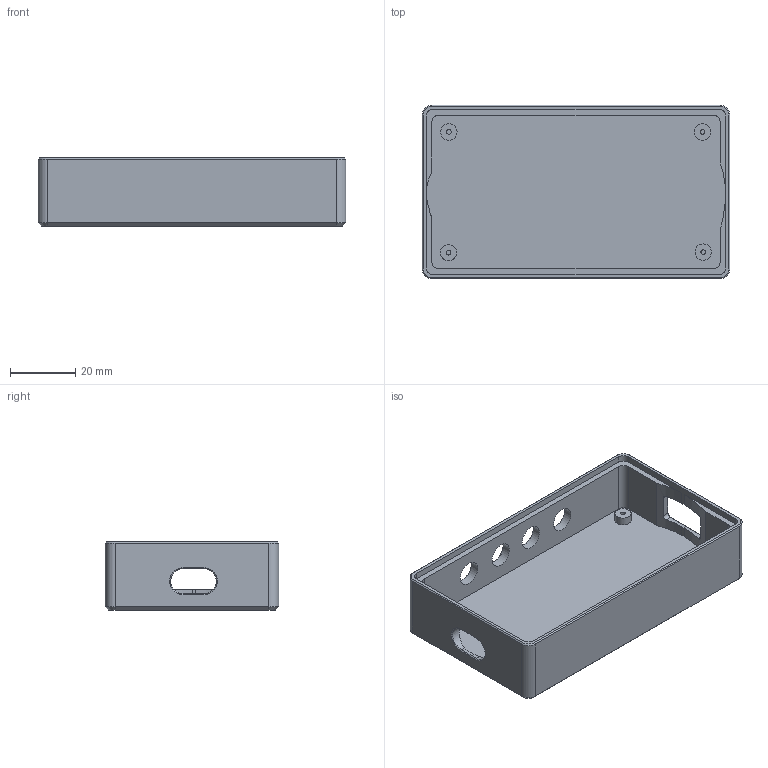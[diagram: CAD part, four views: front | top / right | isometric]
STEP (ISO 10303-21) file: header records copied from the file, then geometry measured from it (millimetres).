
FILE_DESCRIPTION(/* description */ (''),/* implementation_level */ '2;1');
FILE_NAME(/* name */ 'funsion360_modeling_06 v41.step',/* time_stamp */ '2022-07-16T13:09:22+08:00',/* author */ (''),/* organization */ (''),/* preprocessor_version */ 'ST-DEVELOPER v19',/* originating_system */ 'Autodesk Translation Framework v11.7.0.108',/* authorisation */ '');
FILE_SCHEMA (('AUTOMOTIVE_DESIGN { 1 0 10303 214 3 1 1 }'));
Length unit declared in the file: millimetre
Products named in the file (1): funsion360_modeling_06
Bounding box: 94 x 53 x 20.8 mm (x, y, z)
Volume: 27417.2 mm3; surface area: 20370.7 mm2
Topology: 1 solids, 1 shells, 297 faces, 781 edges, 510 vertices
Faces by surface type: plane 173, bspline 76, cylinder 30, cone 18
Full cylindrical faces by diameter (mm): 1.4 x4, 5 x4, 7.5 x4
Entity records: 10282 total; most frequent: CARTESIAN_POINT 3362, ORIENTED_EDGE 1562, DIRECTION 1131, EDGE_CURVE 781, LINE 541, VECTOR 541, VERTEX_POINT 510, EDGE_LOOP 333
